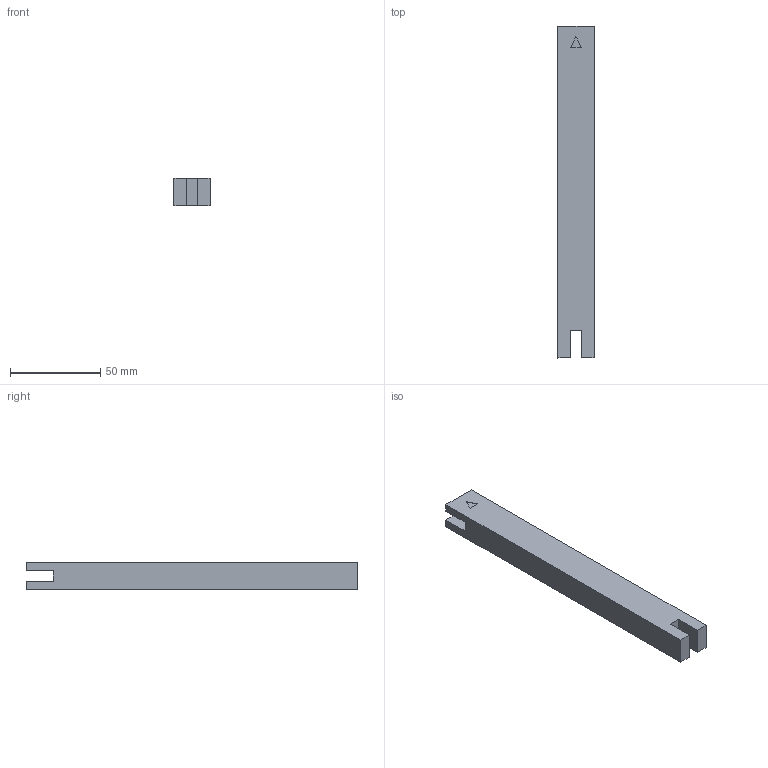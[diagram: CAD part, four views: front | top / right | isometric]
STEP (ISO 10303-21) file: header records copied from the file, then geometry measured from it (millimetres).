
FILE_DESCRIPTION(/* description */ (''),/* implementation_level */ '2;1');
FILE_NAME(/* name */ 'Front Spacer Lower-Side.step',/* time_stamp */ '2022-11-04T08:27:37-05:00',/* author */ (''),/* organization */ (''),/* preprocessor_version */ 'ST-DEVELOPER v19.2',/* originating_system */ 'Autodesk Translation Framework v11.17.0.187',/* authorisation */ '');
FILE_SCHEMA (('AUTOMOTIVE_DESIGN { 1 0 10303 214 3 1 1 }'));
Length unit declared in the file: millimetre
Products named in the file (1): Front Spacer Lower-Side
Bounding box: 19.99 x 184 x 15 mm (x, y, z)
Volume: 51929.7 mm3; surface area: 14157.6 mm2
Topology: 1 solids, 1 shells, 18 faces, 45 edges, 30 vertices
Faces by surface type: plane 18
Entity records: 569 total; most frequent: CARTESIAN_POINT 94, ORIENTED_EDGE 90, DIRECTION 83, LINE 45, VECTOR 45, EDGE_CURVE 45, VERTEX_POINT 30, EDGE_LOOP 19
